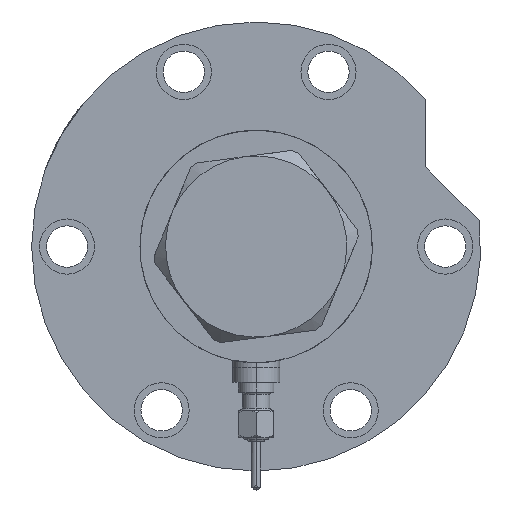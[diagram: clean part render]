
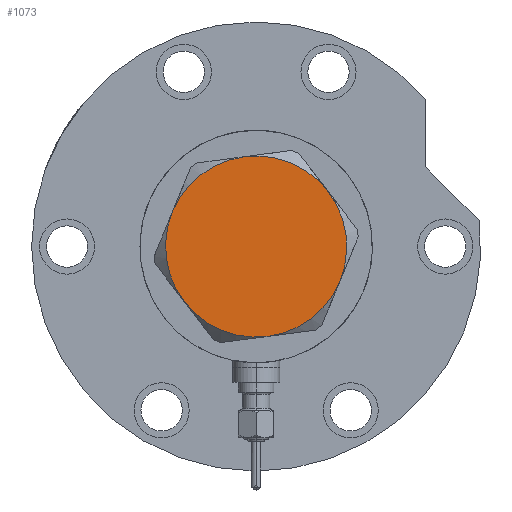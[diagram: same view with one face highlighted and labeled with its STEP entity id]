
A CAD part, left-side view. The second image highlights one B-rep face of the part: STEP entity #1073.
In plain terms, the highlighted face is planar.
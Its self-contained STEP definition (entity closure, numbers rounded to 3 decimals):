
#52 = FACE_OUTER_BOUND ( 'NONE', #1122, .T. ) ;
#70 = CARTESIAN_POINT ( 'NONE',  ( -11.5, -19.919, 13. ) ) ;
#309 = DIRECTION ( 'NONE',  ( 0., 0., 1. ) ) ;
#703 = CIRCLE ( 'NONE', #8570, 23. ) ;
#766 = CARTESIAN_POINT ( 'NONE',  ( 0., 0., 13. ) ) ;
#863 = EDGE_CURVE ( 'NONE', #6899, #2499, #1775, .T. ) ;
#876 = DIRECTION ( 'NONE',  ( 1., 0., 0. ) ) ;
#1073 = ADVANCED_FACE ( 'NONE', ( #52 ), #1464, .T. ) ;
#1079 = CARTESIAN_POINT ( 'NONE',  ( 0., 0., 13. ) ) ;
#1122 = EDGE_LOOP ( 'NONE', ( #3559, #5110, #3806, #4780, #6691, #8770 ) ) ;
#1349 = DIRECTION ( 'NONE',  ( 0., 0., 1. ) ) ;
#1364 = CIRCLE ( 'NONE', #8649, 23. ) ;
#1464 = PLANE ( 'NONE',  #7930 ) ;
#1480 = EDGE_CURVE ( 'NONE', #6412, #3179, #1364, .T. ) ;
#1647 = DIRECTION ( 'NONE',  ( 1., 0., 0. ) ) ;
#1775 = CIRCLE ( 'NONE', #8508, 23. ) ;
#1925 = DIRECTION ( 'NONE',  ( 1., 0., 0. ) ) ;
#1972 = CARTESIAN_POINT ( 'NONE',  ( 23., 0., 13. ) ) ;
#2499 = VERTEX_POINT ( 'NONE', #3828 ) ;
#3179 = VERTEX_POINT ( 'NONE', #3775 ) ;
#3559 = ORIENTED_EDGE ( 'NONE', *, *, #7166, .T. ) ;
#3751 = DIRECTION ( 'NONE',  ( 0., 0., 1. ) ) ;
#3775 = CARTESIAN_POINT ( 'NONE',  ( -11.5, 19.919, 13. ) ) ;
#3806 = ORIENTED_EDGE ( 'NONE', *, *, #1480, .T. ) ;
#3828 = CARTESIAN_POINT ( 'NONE',  ( 11.5, -19.919, 13. ) ) ;
#4004 = AXIS2_PLACEMENT_3D ( 'NONE', #7489, #8339, #876 ) ;
#4047 = CARTESIAN_POINT ( 'NONE',  ( -23., 0., 13. ) ) ;
#4132 = DIRECTION ( 'NONE',  ( 0., 0., 1. ) ) ;
#4201 = DIRECTION ( 'NONE',  ( 0., 0., 1. ) ) ;
#4305 = VERTEX_POINT ( 'NONE', #1972 ) ;
#4752 = DIRECTION ( 'NONE',  ( 1., 0., 0. ) ) ;
#4780 = ORIENTED_EDGE ( 'NONE', *, *, #6171, .T. ) ;
#4852 = DIRECTION ( 'NONE',  ( 1., 0., 0. ) ) ;
#5036 = CARTESIAN_POINT ( 'NONE',  ( 11.5, 19.919, 13. ) ) ;
#5086 = EDGE_CURVE ( 'NONE', #4305, #6412, #6385, .T. ) ;
#5110 = ORIENTED_EDGE ( 'NONE', *, *, #5086, .T. ) ;
#5346 = DIRECTION ( 'NONE',  ( 0., 0., 1. ) ) ;
#5528 = CARTESIAN_POINT ( 'NONE',  ( 0., 0., 13. ) ) ;
#5780 = DIRECTION ( 'NONE',  ( 1., 0., 0. ) ) ;
#6130 = CIRCLE ( 'NONE', #4004, 23. ) ;
#6171 = EDGE_CURVE ( 'NONE', #3179, #6278, #7534, .T. ) ;
#6278 = VERTEX_POINT ( 'NONE', #4047 ) ;
#6385 = CIRCLE ( 'NONE', #8251, 23. ) ;
#6412 = VERTEX_POINT ( 'NONE', #5036 ) ;
#6459 = CARTESIAN_POINT ( 'NONE',  ( 0., 0., 13. ) ) ;
#6661 = CARTESIAN_POINT ( 'NONE',  ( 0., 0., 13. ) ) ;
#6691 = ORIENTED_EDGE ( 'NONE', *, *, #7303, .T. ) ;
#6899 = VERTEX_POINT ( 'NONE', #70 ) ;
#7025 = DIRECTION ( 'NONE',  ( 1., 0., 0. ) ) ;
#7152 = CARTESIAN_POINT ( 'NONE',  ( 0., 0., 13. ) ) ;
#7166 = EDGE_CURVE ( 'NONE', #2499, #4305, #703, .T. ) ;
#7303 = EDGE_CURVE ( 'NONE', #6278, #6899, #6130, .T. ) ;
#7489 = CARTESIAN_POINT ( 'NONE',  ( 0., 0., 13. ) ) ;
#7534 = CIRCLE ( 'NONE', #8262, 23. ) ;
#7930 = AXIS2_PLACEMENT_3D ( 'NONE', #5528, #4201, #4852 ) ;
#8251 = AXIS2_PLACEMENT_3D ( 'NONE', #6661, #5346, #4752 ) ;
#8262 = AXIS2_PLACEMENT_3D ( 'NONE', #6459, #309, #5780 ) ;
#8339 = DIRECTION ( 'NONE',  ( 0., 0., 1. ) ) ;
#8508 = AXIS2_PLACEMENT_3D ( 'NONE', #7152, #3751, #1647 ) ;
#8570 = AXIS2_PLACEMENT_3D ( 'NONE', #1079, #1349, #1925 ) ;
#8649 = AXIS2_PLACEMENT_3D ( 'NONE', #766, #4132, #7025 ) ;
#8770 = ORIENTED_EDGE ( 'NONE', *, *, #863, .T. ) ;
